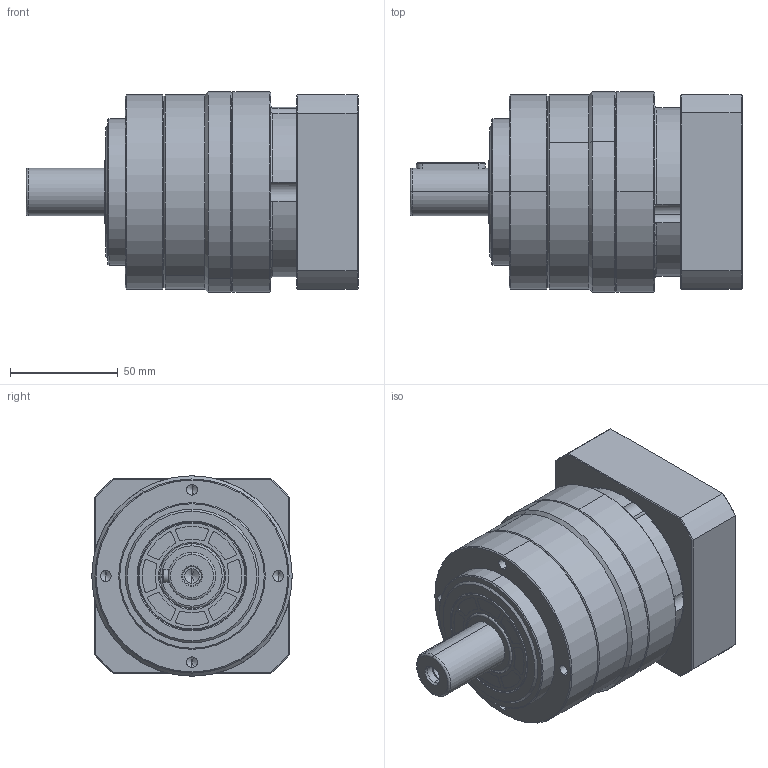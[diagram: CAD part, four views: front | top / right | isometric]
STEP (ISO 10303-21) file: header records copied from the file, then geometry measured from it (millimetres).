
FILE_DESCRIPTION (( 'STEP AP203' ), '1' );
FILE_NAME ('KE90L1-70-19-50-M6-90 俋倛芞.step', '2022-10-19T01:51:34', ( 'PC' ), ( 'Microsoft' ), 'SwSTEP 2.0', 'SolidWorks 2016', '' );
FILE_SCHEMA (( 'CONFIG_CONTROL_DESIGN' ));
Length unit declared in the file: millimetre
Products named in the file (10): KE90L1-70-19-50-M6-90 俋倛芞; 一级齿圈外形图 KE90; 笢潔楊擘俋倛芞 KS90; hexagon socket head cap screws gb_GB_FASTENER_SCREWS_HSHCS M5X20-N; spring lock washers--normal type gb_GB_FASTENER_WASHER_SW 5; 萇儂楊擘俋倛芞 KB90 D70-M6-90F90H28.5; 一级整体太阳轮加夹套外形图 KB90-D19; hexagon socket head cap screws gb_GB_FASTENER_SCREWS_HSHCS M6X20-N; hex socket set screws with flat point gb_GB_FASTENER_SCREWS_HSFP M12X12-N; 圆输出法兰加出轴外形图 KE90
Assembly tree (27 placements, depth 2):
  KE90L1-70-19-50-M6-90 俋倛芞
    圆输出法兰加出轴外形图 KE90
    一级齿圈外形图 KE90
    笢潔楊擘俋倛芞 KS90
    hexagon socket head cap screws gb_GB_FASTENER_SCREWS_HSHCS M5X20-N  x10
    spring lock washers--normal type gb_GB_FASTENER_WASHER_SW 5  x10
    萇儂楊擘俋倛芞 KB90 D70-M6-90F90H28.5
    一级整体太阳轮加夹套外形图 KB90-D19
    hexagon socket head cap screws gb_GB_FASTENER_SCREWS_HSHCS M6X20-N
    hex socket set screws with flat point gb_GB_FASTENER_SCREWS_HSFP M12X12-N
Bounding box: 154 x 93 x 93 mm (x, y, z)
Volume: 652214.4 mm3; surface area: 129193.8 mm2
Topology: 29 solids, 29 shells, 842 faces, 2029 edges, 1251 vertices
Faces by surface type: plane 335, cylinder 315, cone 155, torus 37
Entity records: 17550 total; most frequent: CARTESIAN_POINT 3148, DIRECTION 2934, ORIENTED_EDGE 2546, EDGE_CURVE 1273, AXIS2_PLACEMENT_3D 1188, VERTEX_POINT 810, CIRCLE 631, EDGE_LOOP 601
